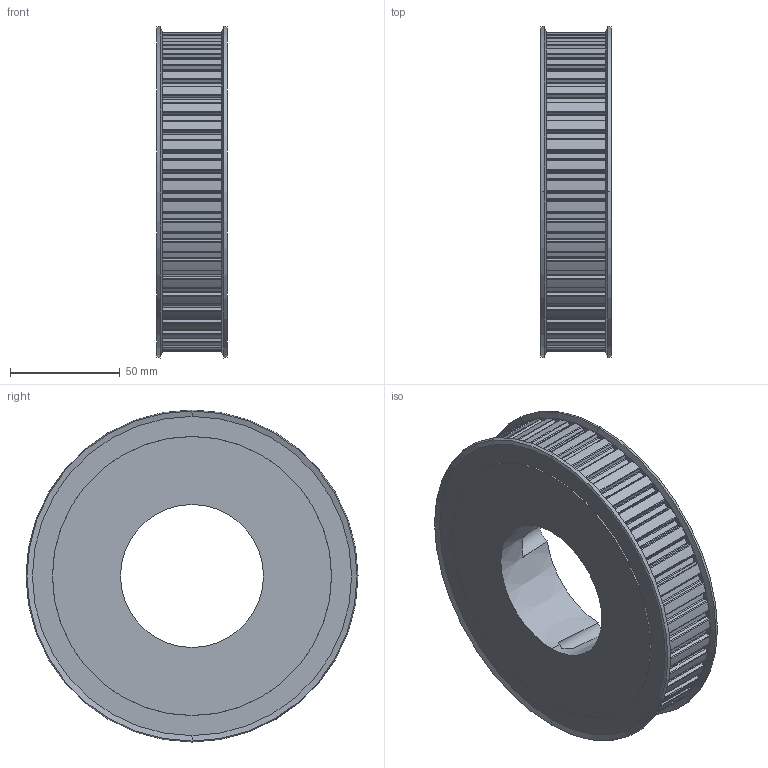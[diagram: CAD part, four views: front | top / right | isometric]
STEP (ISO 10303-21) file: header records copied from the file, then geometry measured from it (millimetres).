
FILE_DESCRIPTION (( 'STEP AP214' ), '1' );
FILE_NAME ('STL48L100AF-2012.step', '2019-07-31T16:02:17', ( '' ), ( '' ), 'SwSTEP 2.0', 'SolidWorks 2018', '' );
FILE_SCHEMA (( 'AUTOMOTIVE_DESIGN' ));
Length unit declared in the file: millimetre
Products named in the file (1): STL48L100AF-2012
Bounding box: 31.88 x 151.13 x 151.13 mm (x, y, z)
Volume: 395968.3 mm3; surface area: 59426.5 mm2
Topology: 1 solids, 1 shells, 464 faces, 1365 edges, 905 vertices
Faces by surface type: cylinder 293, plane 153, cone 18
Entity records: 15973 total; most frequent: DIRECTION 2884, CARTESIAN_POINT 2809, ORIENTED_EDGE 2722, EDGE_CURVE 1361, AXIS2_PLACEMENT_3D 1072, VERTEX_POINT 905, VECTOR 740, LINE 740
